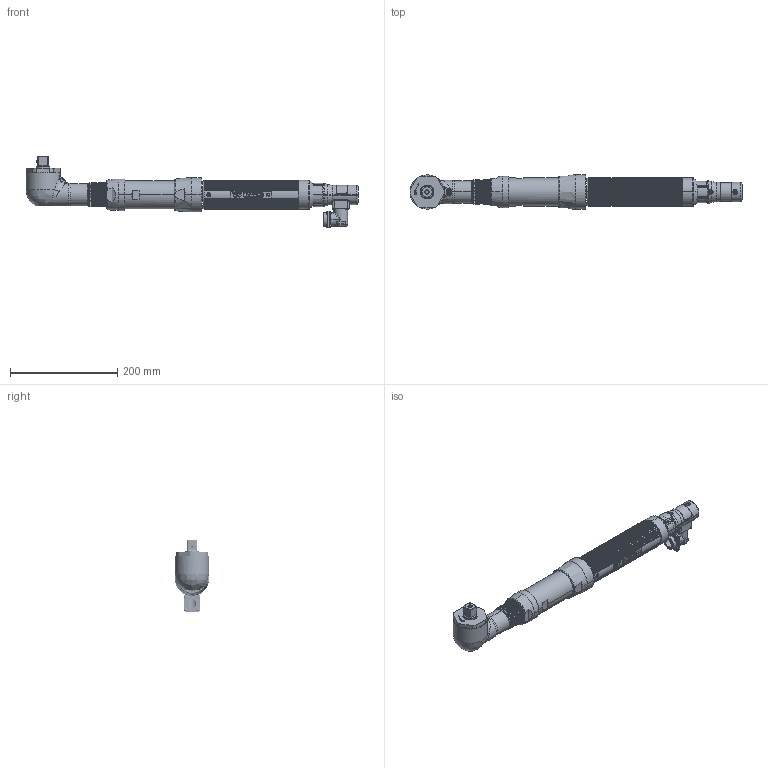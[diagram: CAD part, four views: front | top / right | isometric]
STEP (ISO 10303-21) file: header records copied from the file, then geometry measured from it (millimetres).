
FILE_DESCRIPTION((''),'2;1');
FILE_NAME('EB55MA32-4002','2017-06-13T',('KMO1124'),(''),'PRO/ENGINEER BY PARAMETRIC TECHNOLOGY CORPORATION, 2010430','PRO/ENGINEER BY PARAMETRIC TECHNOLOGY CORPORATION, 2010430','');
FILE_SCHEMA(('CONFIG_CONTROL_DESIGN'));
Products named in the file (1): EB55MA32-4002
Bounding box: 617.93 x 63.44 x 132.94 mm (x, y, z)
Volume: 514500 mm3; surface area: 303872.2 mm2
Topology: 10 solids, 10 shells, 3915 faces, 10850 edges, 7039 vertices
Faces by surface type: plane 1678, cylinder 1181, cone 358, torus 266, bspline 220, extrusion 212
Entity records: 256288 total; most frequent: CARTESIAN_POINT 159264, ORIENTED_EDGE 21682, DIRECTION 18308, EDGE_CURVE 10841, VERTEX_POINT 7039, AXIS2_PLACEMENT_3D 6361, VECTOR 5586, LINE 5374
